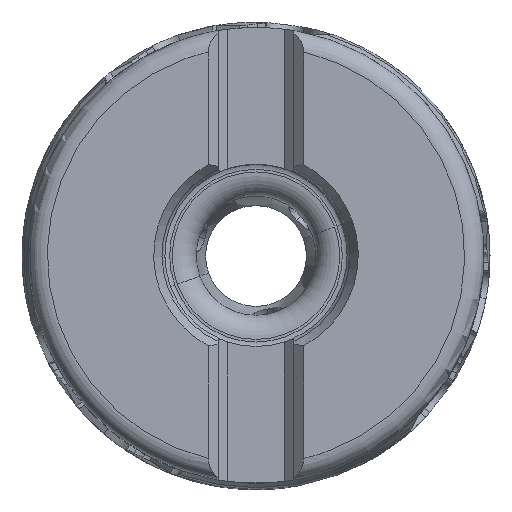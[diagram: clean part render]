
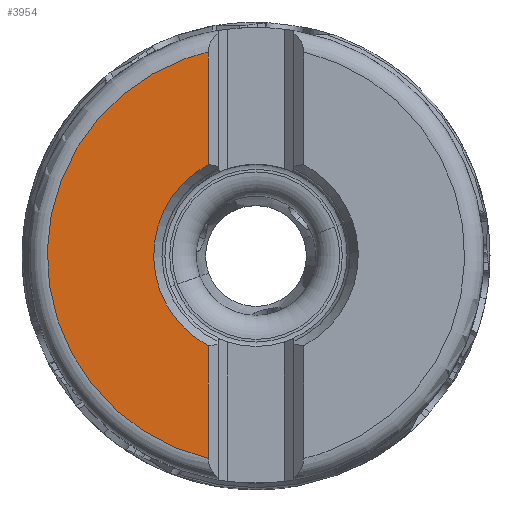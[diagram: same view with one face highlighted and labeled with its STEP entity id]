
A CAD part, top view. The second image highlights one B-rep face of the part: STEP entity #3954.
In plain terms, the highlighted planar face has unit normal (0, 0, 1).
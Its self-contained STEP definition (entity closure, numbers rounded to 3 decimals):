
#1534=LINE('',#27450,#2305);
#1535=LINE('',#27484,#2306);
#2305=VECTOR('',#18747,1.);
#2306=VECTOR('',#18756,1.);
#3153=FACE_OUTER_BOUND('',#5116,.T.);
#3954=ADVANCED_FACE('',(#3153),#4699,.T.);
#4699=PLANE('',#16565);
#5116=EDGE_LOOP('',(#6608,#6609,#6610,#6611,#6612,#6613));
#6608=ORIENTED_EDGE('',*,*,#12978,.T.);
#6609=ORIENTED_EDGE('',*,*,#12977,.T.);
#6610=ORIENTED_EDGE('',*,*,#12975,.T.);
#6611=ORIENTED_EDGE('',*,*,#12973,.T.);
#6612=ORIENTED_EDGE('',*,*,#12972,.T.);
#6613=ORIENTED_EDGE('',*,*,#12980,.T.);
#11168=VERTEX_POINT('',#27443);
#11169=VERTEX_POINT('',#27445);
#11170=VERTEX_POINT('',#27447);
#11171=VERTEX_POINT('',#27451);
#11172=VERTEX_POINT('',#27467);
#11173=VERTEX_POINT('',#27469);
#12972=EDGE_CURVE('',#11169,#11168,#15143,.T.);
#12973=EDGE_CURVE('',#11170,#11169,#15144,.T.);
#12975=EDGE_CURVE('',#11171,#11170,#1534,.T.);
#12977=EDGE_CURVE('',#11172,#11171,#15145,.T.);
#12978=EDGE_CURVE('',#11173,#11172,#15146,.T.);
#12980=EDGE_CURVE('',#11168,#11173,#1535,.T.);
#15143=CIRCLE('',#16556,10.691);
#15144=CIRCLE('',#16557,10.691);
#15145=CIRCLE('',#16561,21.813);
#15146=CIRCLE('',#16562,21.813);
#16556=AXIS2_PLACEMENT_3D('',#27444,#18739,#18740);
#16557=AXIS2_PLACEMENT_3D('',#27446,#18741,#18742);
#16561=AXIS2_PLACEMENT_3D('',#27466,#18750,#18751);
#16562=AXIS2_PLACEMENT_3D('',#27468,#18752,#18753);
#16565=AXIS2_PLACEMENT_3D('',#27486,#18759,#18760);
#18739=DIRECTION('',(0.,0.,-1.));
#18740=DIRECTION('',(-0.94,-0.342,0.));
#18741=DIRECTION('',(0.,0.,-1.));
#18742=DIRECTION('',(-0.465,-0.885,0.));
#18747=DIRECTION('',(0.,1.,0.));
#18750=DIRECTION('',(0.,0.,1.));
#18751=DIRECTION('',(-0.341,0.94,0.));
#18752=DIRECTION('',(0.,0.,1.));
#18753=DIRECTION('',(-0.228,0.974,0.));
#18756=DIRECTION('',(0.,1.,0.));
#18759=DIRECTION('',(0.,0.,1.));
#18760=DIRECTION('',(0.342,-0.94,0.));
#27443=CARTESIAN_POINT('',(-4.97,9.466,0.));
#27444=CARTESIAN_POINT('',(0.,0.,0.));
#27445=CARTESIAN_POINT('',(-10.046,-3.657,0.));
#27446=CARTESIAN_POINT('',(0.,0.,0.));
#27447=CARTESIAN_POINT('',(-4.97,-9.466,0.));
#27450=CARTESIAN_POINT('',(-4.97,-21.239,0.));
#27451=CARTESIAN_POINT('',(-4.97,-21.239,0.));
#27466=CARTESIAN_POINT('',(0.,0.,0.));
#27467=CARTESIAN_POINT('',(-7.442,20.504,0.));
#27468=CARTESIAN_POINT('',(0.,0.,0.));
#27469=CARTESIAN_POINT('',(-4.97,21.239,0.));
#27484=CARTESIAN_POINT('',(-4.97,9.466,0.));
#27486=CARTESIAN_POINT('',(-9.638,-1.617,0.));
